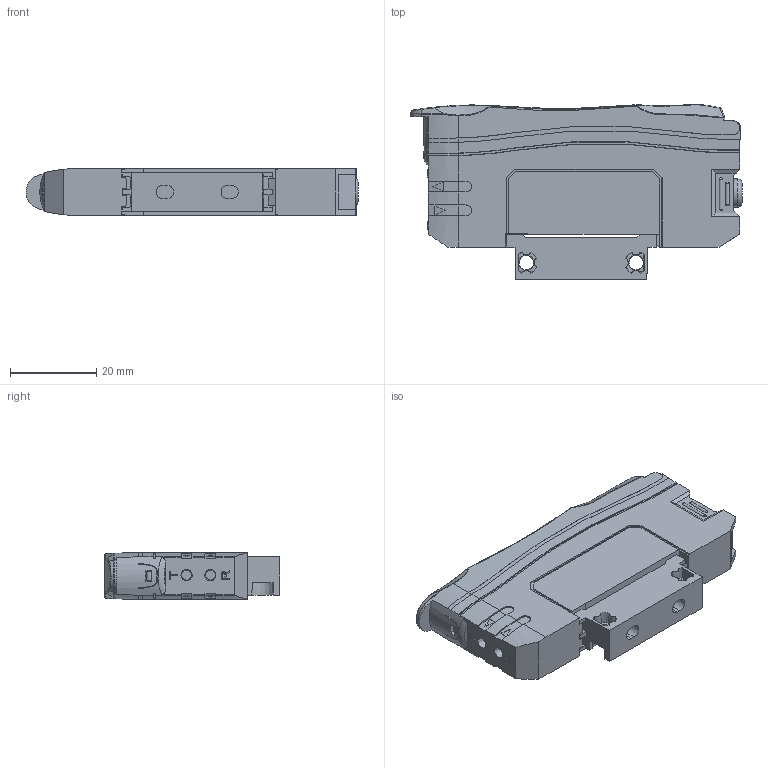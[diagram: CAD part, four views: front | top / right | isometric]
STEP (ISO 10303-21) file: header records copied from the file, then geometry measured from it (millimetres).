
FILE_DESCRIPTION(/* description */ (''),/* implementation_level */ '2;1');
FILE_NAME(/* name */ '',/* time_stamp */ '2021-09-08T11:28:12+08:00',/* author */ (''),/* organization */ (''),/* preprocessor_version */ 'ST-DEVELOPER v14',/* originating_system */ 'SIEMENS PLM Software NX 8.0',/* authorisation */ '');
FILE_SCHEMA (('AUTOMOTIVE_DESIGN { 1 0 10303 214 3 1 1 1 }'));
Length unit declared in the file: millimetre
Products named in the file (1): Admi10C832723e1q
Bounding box: 76.82 x 40.5 x 10.83 mm (x, y, z)
Volume: 24184.7 mm3; surface area: 11395.9 mm2
Topology: 2 solids, 4 shells, 586 faces, 1552 edges, 992 vertices
Faces by surface type: plane 304, bspline 107, cylinder 96, cone 58, sphere 18, torus 3
Full cylindrical faces by diameter (mm): 1.3 x2, 1.4 x2, 6.55 x1
Entity records: 25152 total; most frequent: CARTESIAN_POINT 11387, ORIENTED_EDGE 3058, DIRECTION 2545, EDGE_CURVE 1529, VERTEX_POINT 985, AXIS2_PLACEMENT_3D 855, LINE 835, VECTOR 835
